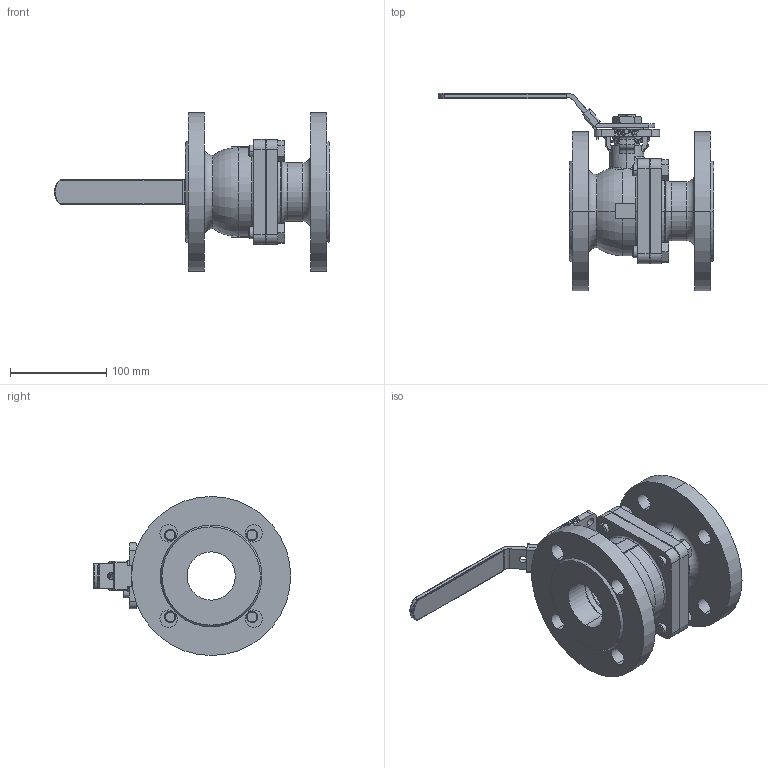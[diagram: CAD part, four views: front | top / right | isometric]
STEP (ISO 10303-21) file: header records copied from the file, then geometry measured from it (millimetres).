
FILE_DESCRIPTION (( 'STEP AP203' ), '1' );
FILE_NAME ('L62050²Õ¦X¥ó.STEP', '2016-11-08T07:11:42', ( '' ), ( '' ), 'SwSTEP 2.0', 'SolidWorks 2012', '' );
FILE_SCHEMA (( 'CONFIG_CONTROL_DESIGN' ));
Products named in the file (21): PV32; BP154; GI05; HE33; TW07; SX31; GI07; SM151; SX08; PS03; MP09; SP09; AL62050; BL13; L62050組合件; SN02; SS03; OR05; HN34; ST56; BL62050
Assembly tree (25 placements, depth 2):
  L62050組合件
    BL13
    AL62050
    SP09
    MP09
    PS03
    SX08  x2
    SM151
    GI07
    SX31
    TW07
    HE33
    GI05
    BP154
    PV32
    BL62050
    ST56  x2
    HN34  x4
    OR05
    SS03
    SN02
Bounding box: 285.85 x 204.74 x 165 mm (x, y, z)
Volume: 1208180.6 mm3; surface area: 304188.6 mm2
Topology: 26 solids, 26 shells, 940 faces, 2295 edges, 1438 vertices
Faces by surface type: plane 351, cylinder 281, bspline 137, cone 110, torus 43, sphere 18
Entity records: 37942 total; most frequent: CARTESIAN_POINT 15874, ORIENTED_EDGE 4258, DIRECTION 3805, EDGE_CURVE 2129, AXIS2_PLACEMENT_3D 1400, VERTEX_POINT 1342, VECTOR 1005, LINE 1005
